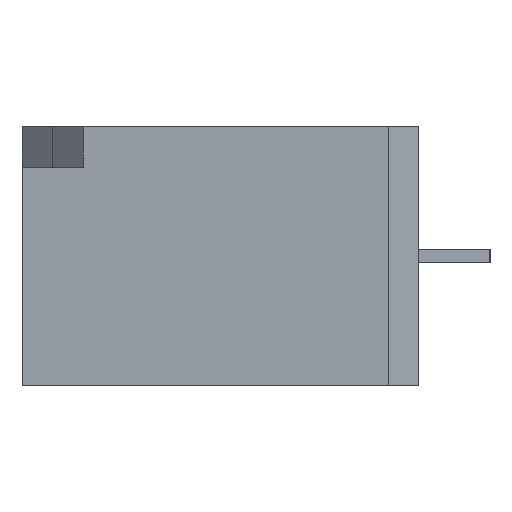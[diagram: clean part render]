
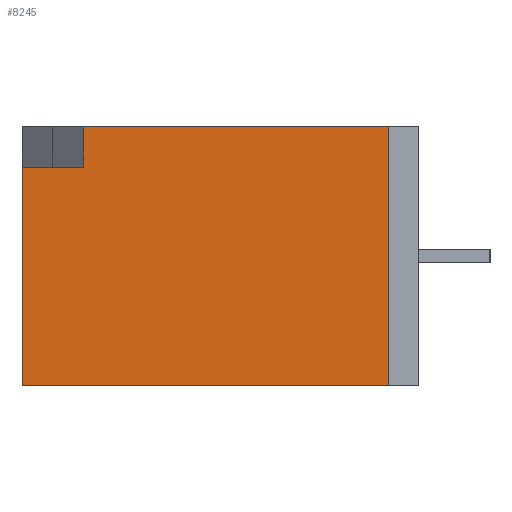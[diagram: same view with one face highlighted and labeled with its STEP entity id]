
A CAD part, left-side view. The second image highlights one B-rep face of the part: STEP entity #8245.
In plain terms, the highlighted planar face has unit normal (-1, 0, 0).
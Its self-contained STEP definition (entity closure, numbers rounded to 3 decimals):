
#727 = DIRECTION ( 'NONE',  ( 0., 0., -1. ) ) ;
#809 = VERTEX_POINT ( 'NONE', #1411 ) ;
#833 = CARTESIAN_POINT ( 'NONE',  ( -1.905, 7.2, 1.75 ) ) ;
#884 = VECTOR ( 'NONE', #6911, 1000. ) ;
#1359 = CARTESIAN_POINT ( 'NONE',  ( -1.905, 7.8, 2.55 ) ) ;
#1411 = CARTESIAN_POINT ( 'NONE',  ( -1.905, 7.8, -2.55 ) ) ;
#1695 = LINE ( 'NONE', #3764, #4200 ) ;
#1733 = CARTESIAN_POINT ( 'NONE',  ( -1.905, 7.8, 2.55 ) ) ;
#1771 = DIRECTION ( 'NONE',  ( 0., 1., 0. ) ) ;
#2151 = EDGE_CURVE ( 'NONE', #809, #11738, #10042, .T. ) ;
#2301 = DIRECTION ( 'NONE',  ( 0., 0., -1. ) ) ;
#2336 = VERTEX_POINT ( 'NONE', #3948 ) ;
#2683 = ORIENTED_EDGE ( 'NONE', *, *, #3101, .T. ) ;
#2750 = VECTOR ( 'NONE', #1771, 1000. ) ;
#3083 = ORIENTED_EDGE ( 'NONE', *, *, #11123, .T. ) ;
#3101 = EDGE_CURVE ( 'NONE', #5514, #10330, #7833, .T. ) ;
#3244 = CARTESIAN_POINT ( 'NONE',  ( -1.905, 7.8, 1.75 ) ) ;
#3764 = CARTESIAN_POINT ( 'NONE',  ( -1.905, 7.8, -2.55 ) ) ;
#3948 = CARTESIAN_POINT ( 'NONE',  ( -1.905, 0.6, 2.55 ) ) ;
#4200 = VECTOR ( 'NONE', #5657, 1000. ) ;
#4275 = DIRECTION ( 'NONE',  ( 0., -1., 0. ) ) ;
#4435 = CARTESIAN_POINT ( 'NONE',  ( -1.905, 6.6, 2.55 ) ) ;
#4499 = ORIENTED_EDGE ( 'NONE', *, *, #10463, .T. ) ;
#5056 = ORIENTED_EDGE ( 'NONE', *, *, #10121, .T. ) ;
#5071 = ORIENTED_EDGE ( 'NONE', *, *, #10257, .F. ) ;
#5241 = LINE ( 'NONE', #833, #2750 ) ;
#5324 = VECTOR ( 'NONE', #727, 1000. ) ;
#5514 = VERTEX_POINT ( 'NONE', #7605 ) ;
#5657 = DIRECTION ( 'NONE',  ( 0., -1., 0. ) ) ;
#5880 = LINE ( 'NONE', #8668, #884 ) ;
#6060 = VERTEX_POINT ( 'NONE', #12097 ) ;
#6911 = DIRECTION ( 'NONE',  ( 0., 0., 1. ) ) ;
#7551 = VECTOR ( 'NONE', #9219, 1000. ) ;
#7605 = CARTESIAN_POINT ( 'NONE',  ( -1.905, 6.6, 2.55 ) ) ;
#7833 = LINE ( 'NONE', #4435, #5324 ) ;
#7900 = DIRECTION ( 'NONE',  ( 1., 0., 0. ) ) ;
#8245 = ADVANCED_FACE ( 'NONE', ( #10833 ), #9762, .F. ) ;
#8492 = LINE ( 'NONE', #8938, #11000 ) ;
#8668 = CARTESIAN_POINT ( 'NONE',  ( -1.905, 0.6, 2.55 ) ) ;
#8838 = EDGE_LOOP ( 'NONE', ( #5071, #2683, #4499, #11918, #3083, #5056 ) ) ;
#8938 = CARTESIAN_POINT ( 'NONE',  ( -1.905, 7.8, 2.55 ) ) ;
#8976 = CARTESIAN_POINT ( 'NONE',  ( -1.905, 6.6, 1.75 ) ) ;
#9219 = DIRECTION ( 'NONE',  ( 0., 0., 1. ) ) ;
#9762 = PLANE ( 'NONE',  #11636 ) ;
#10042 = LINE ( 'NONE', #1733, #7551 ) ;
#10121 = EDGE_CURVE ( 'NONE', #6060, #2336, #5880, .T. ) ;
#10257 = EDGE_CURVE ( 'NONE', #5514, #2336, #8492, .T. ) ;
#10330 = VERTEX_POINT ( 'NONE', #8976 ) ;
#10463 = EDGE_CURVE ( 'NONE', #10330, #11738, #5241, .T. ) ;
#10833 = FACE_OUTER_BOUND ( 'NONE', #8838, .T. ) ;
#11000 = VECTOR ( 'NONE', #4275, 1000. ) ;
#11123 = EDGE_CURVE ( 'NONE', #809, #6060, #1695, .T. ) ;
#11636 = AXIS2_PLACEMENT_3D ( 'NONE', #1359, #7900, #2301 ) ;
#11738 = VERTEX_POINT ( 'NONE', #3244 ) ;
#11918 = ORIENTED_EDGE ( 'NONE', *, *, #2151, .F. ) ;
#12097 = CARTESIAN_POINT ( 'NONE',  ( -1.905, 0.6, -2.55 ) ) ;
